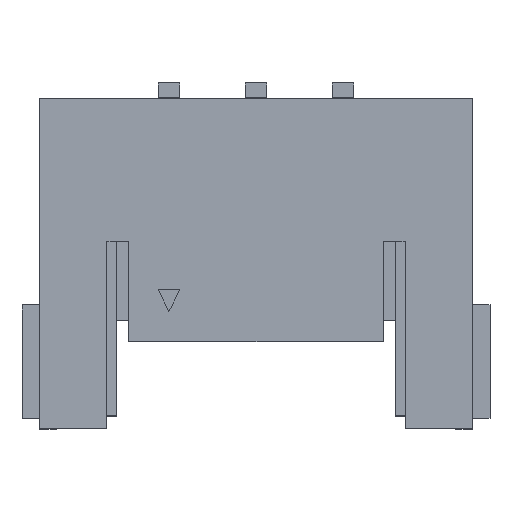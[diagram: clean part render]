
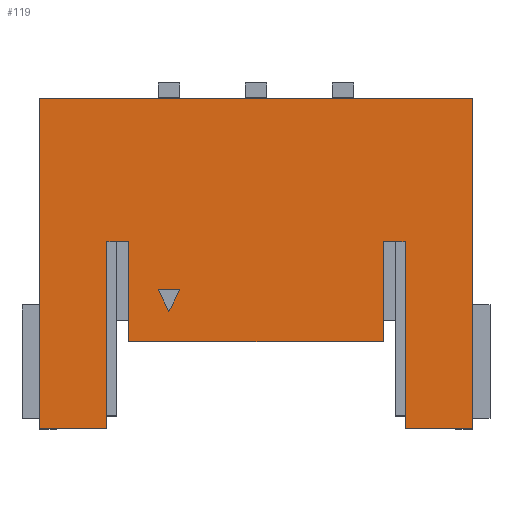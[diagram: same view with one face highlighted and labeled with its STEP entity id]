
A CAD part, top view. The second image highlights one B-rep face of the part: STEP entity #119.
In plain terms, the highlighted planar face has unit normal (0, 0, 1).
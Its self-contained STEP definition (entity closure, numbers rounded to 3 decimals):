
#89=FACE_BOUND('',#580,.T.);
#90=FACE_BOUND('',#581,.T.);
#119=ADVANCED_FACE('',(#89,#90),#279,.T.);
#279=PLANE('',#3438);
#580=EDGE_LOOP('',(#956,#957,#958));
#581=EDGE_LOOP('',(#959,#960,#961,#962,#963,#964,#965,#966,#967,#968,#969,
#970));
#956=ORIENTED_EDGE('',*,*,#2206,.F.);
#957=ORIENTED_EDGE('',*,*,#2207,.F.);
#958=ORIENTED_EDGE('',*,*,#2208,.F.);
#959=ORIENTED_EDGE('',*,*,#2209,.F.);
#960=ORIENTED_EDGE('',*,*,#2210,.F.);
#961=ORIENTED_EDGE('',*,*,#2211,.F.);
#962=ORIENTED_EDGE('',*,*,#2212,.F.);
#963=ORIENTED_EDGE('',*,*,#2213,.F.);
#964=ORIENTED_EDGE('',*,*,#2214,.F.);
#965=ORIENTED_EDGE('',*,*,#2215,.F.);
#966=ORIENTED_EDGE('',*,*,#2186,.F.);
#967=ORIENTED_EDGE('',*,*,#2183,.F.);
#968=ORIENTED_EDGE('',*,*,#2131,.T.);
#969=ORIENTED_EDGE('',*,*,#2180,.T.);
#970=ORIENTED_EDGE('',*,*,#2190,.F.);
#1799=VERTEX_POINT('',#4685);
#1800=VERTEX_POINT('',#4687);
#1830=VERTEX_POINT('',#4775);
#1832=VERTEX_POINT('',#4780);
#1835=VERTEX_POINT('',#4789);
#1837=VERTEX_POINT('',#4795);
#1848=VERTEX_POINT('',#4827);
#1849=VERTEX_POINT('',#4828);
#1850=VERTEX_POINT('',#4830);
#1851=VERTEX_POINT('',#4833);
#1852=VERTEX_POINT('',#4835);
#1853=VERTEX_POINT('',#4837);
#1854=VERTEX_POINT('',#4839);
#1855=VERTEX_POINT('',#4841);
#1856=VERTEX_POINT('',#4843);
#2131=EDGE_CURVE('',#1800,#1799,#2620,.T.);
#2180=EDGE_CURVE('',#1799,#1830,#2669,.T.);
#2183=EDGE_CURVE('',#1800,#1832,#2672,.T.);
#2186=EDGE_CURVE('',#1832,#1835,#2675,.T.);
#2190=EDGE_CURVE('',#1837,#1830,#2679,.T.);
#2206=EDGE_CURVE('',#1848,#1849,#2695,.T.);
#2207=EDGE_CURVE('',#1850,#1848,#2696,.T.);
#2208=EDGE_CURVE('',#1849,#1850,#2697,.T.);
#2209=EDGE_CURVE('',#1851,#1837,#2698,.T.);
#2210=EDGE_CURVE('',#1852,#1851,#2699,.T.);
#2211=EDGE_CURVE('',#1853,#1852,#2700,.T.);
#2212=EDGE_CURVE('',#1854,#1853,#2701,.T.);
#2213=EDGE_CURVE('',#1855,#1854,#2702,.T.);
#2214=EDGE_CURVE('',#1856,#1855,#2703,.T.);
#2215=EDGE_CURVE('',#1835,#1856,#2704,.T.);
#2620=LINE('',#4686,#3073);
#2669=LINE('',#4776,#3122);
#2672=LINE('',#4782,#3125);
#2675=LINE('',#4788,#3128);
#2679=LINE('',#4796,#3132);
#2695=LINE('',#4826,#3148);
#2696=LINE('',#4829,#3149);
#2697=LINE('',#4831,#3150);
#2698=LINE('',#4832,#3151);
#2699=LINE('',#4834,#3152);
#2700=LINE('',#4836,#3153);
#2701=LINE('',#4838,#3154);
#2702=LINE('',#4840,#3155);
#2703=LINE('',#4842,#3156);
#2704=LINE('',#4844,#3157);
#3073=VECTOR('',#3743,1.);
#3122=VECTOR('',#3812,1.);
#3125=VECTOR('',#3817,1.);
#3128=VECTOR('',#3822,1.);
#3132=VECTOR('',#3828,1.);
#3148=VECTOR('',#3852,1.);
#3149=VECTOR('',#3853,1.);
#3150=VECTOR('',#3854,1.);
#3151=VECTOR('',#3855,1.);
#3152=VECTOR('',#3856,1.);
#3153=VECTOR('',#3857,1.);
#3154=VECTOR('',#3858,1.);
#3155=VECTOR('',#3859,1.);
#3156=VECTOR('',#3860,1.);
#3157=VECTOR('',#3861,1.);
#3438=AXIS2_PLACEMENT_3D('',#4845,#3862,#3863);
#3743=DIRECTION('',(-1.,0.,0.));
#3812=DIRECTION('',(0.,-1.,0.));
#3817=DIRECTION('',(0.,-1.,0.));
#3822=DIRECTION('',(-1.,0.,0.));
#3828=DIRECTION('',(-1.,0.,0.));
#3852=DIRECTION('',(0.447,-0.894,0.));
#3853=DIRECTION('',(-1.,0.,0.));
#3854=DIRECTION('',(0.447,0.894,0.));
#3855=DIRECTION('',(0.,-1.,0.));
#3856=DIRECTION('',(-1.,0.,0.));
#3857=DIRECTION('',(0.,1.,0.));
#3858=DIRECTION('',(-1.,0.,0.));
#3859=DIRECTION('',(0.,-1.,0.));
#3860=DIRECTION('',(-1.,0.,0.));
#3861=DIRECTION('',(0.,1.,0.));
#3862=DIRECTION('',(0.,0.,1.));
#3863=DIRECTION('',(1.,0.,0.));
#4685=CARTESIAN_POINT('',(-6.975,11.35,2.54));
#4686=CARTESIAN_POINT('',(2.975,11.35,2.54));
#4687=CARTESIAN_POINT('',(2.975,11.35,2.54));
#4775=CARTESIAN_POINT('',(-6.975,3.75,2.54));
#4776=CARTESIAN_POINT('',(-6.975,11.35,2.54));
#4780=CARTESIAN_POINT('',(2.975,3.75,2.54));
#4782=CARTESIAN_POINT('',(2.975,11.35,2.54));
#4788=CARTESIAN_POINT('',(2.975,3.75,2.54));
#4789=CARTESIAN_POINT('',(1.425,3.75,2.54));
#4795=CARTESIAN_POINT('',(-5.425,3.75,2.54));
#4796=CARTESIAN_POINT('',(2.975,3.75,2.54));
#4826=CARTESIAN_POINT('',(-4.25,6.95,2.54));
#4827=CARTESIAN_POINT('',(-4.25,6.95,2.54));
#4828=CARTESIAN_POINT('',(-4.,6.45,2.54));
#4829=CARTESIAN_POINT('',(-3.75,6.95,2.54));
#4830=CARTESIAN_POINT('',(-3.75,6.95,2.54));
#4831=CARTESIAN_POINT('',(-4.,6.45,2.54));
#4832=CARTESIAN_POINT('',(-5.425,8.05,2.54));
#4833=CARTESIAN_POINT('',(-5.425,8.05,2.54));
#4834=CARTESIAN_POINT('',(-4.925,8.05,2.54));
#4835=CARTESIAN_POINT('',(-4.925,8.05,2.54));
#4836=CARTESIAN_POINT('',(-4.925,5.75,2.54));
#4837=CARTESIAN_POINT('',(-4.925,5.75,2.54));
#4838=CARTESIAN_POINT('',(0.925,5.75,2.54));
#4839=CARTESIAN_POINT('',(0.925,5.75,2.54));
#4840=CARTESIAN_POINT('',(0.925,8.05,2.54));
#4841=CARTESIAN_POINT('',(0.925,8.05,2.54));
#4842=CARTESIAN_POINT('',(1.425,8.05,2.54));
#4843=CARTESIAN_POINT('',(1.425,8.05,2.54));
#4844=CARTESIAN_POINT('',(1.425,3.75,2.54));
#4845=CARTESIAN_POINT('',(2.975,11.35,2.54));
